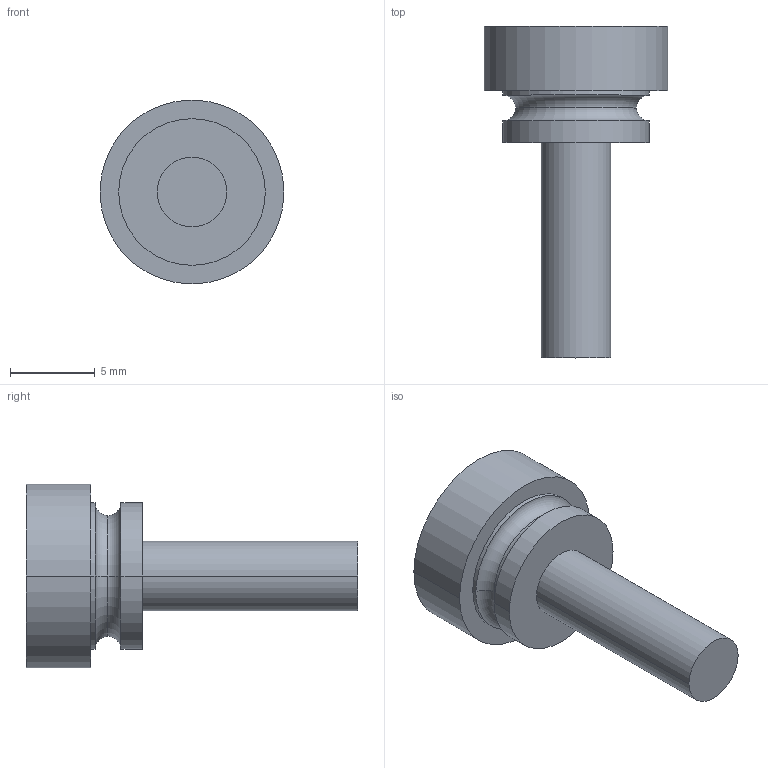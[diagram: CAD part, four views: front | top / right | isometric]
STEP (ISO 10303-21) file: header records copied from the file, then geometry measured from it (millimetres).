
FILE_DESCRIPTION (( 'STEP AP203' ), '1' );
FILE_NAME ('275-1485-001.STEP', '2010-01-25T22:48:10', ( 'IFI' ), ( 'IFI' ), 'SwSTEP 2.0', 'SolidWorks 2009', '' );
FILE_SCHEMA (( 'CONFIG_CONTROL_DESIGN' ));
Length unit declared in the file: inch
Products named in the file (1): 275-1485-001
Bounding box: 10.85 x 19.56 x 10.85 mm (x, y, z)
Volume: 676 mm3; surface area: 577.4 mm2
Topology: 1 solids, 1 shells, 16 faces, 30 edges, 18 vertices
Faces by surface type: cylinder 8, torus 4, plane 4
Entity records: 487 total; most frequent: DIRECTION 86, CARTESIAN_POINT 65, ORIENTED_EDGE 60, AXIS2_PLACEMENT_3D 39, EDGE_CURVE 30, CIRCLE 22, EDGE_LOOP 18, VERTEX_POINT 18
